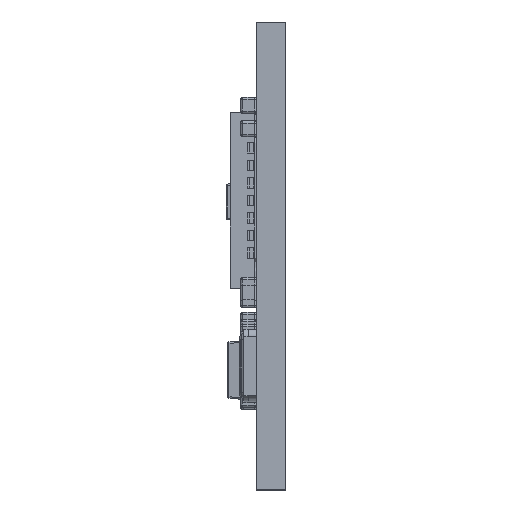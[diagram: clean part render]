
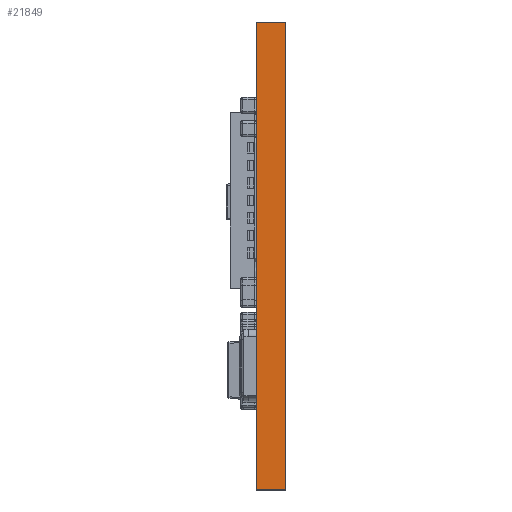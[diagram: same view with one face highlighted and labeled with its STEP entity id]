
A CAD part, left-side view. The second image highlights one B-rep face of the part: STEP entity #21849.
In plain terms, the highlighted face is planar.
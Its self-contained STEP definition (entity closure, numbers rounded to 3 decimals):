
#1084 = DIRECTION ( 'NONE',  ( 1., 0., 0. ) ) ;
#1097 = CARTESIAN_POINT ( 'NONE',  ( 0., 1., 16. ) ) ;
#1224 = VECTOR ( 'NONE', #26948, 1000. ) ;
#2233 = VERTEX_POINT ( 'NONE', #1097 ) ;
#4068 = CARTESIAN_POINT ( 'NONE',  ( 16., 1., 16. ) ) ;
#5459 = ORIENTED_EDGE ( 'NONE', *, *, #23238, .T. ) ;
#6365 = VECTOR ( 'NONE', #15269, 1000. ) ;
#6397 = CARTESIAN_POINT ( 'NONE',  ( 16., 0., 16. ) ) ;
#7653 = VECTOR ( 'NONE', #11459, 1000. ) ;
#9084 = ORIENTED_EDGE ( 'NONE', *, *, #26835, .F. ) ;
#11459 = DIRECTION ( 'NONE',  ( -1., 0., 0. ) ) ;
#11844 = CARTESIAN_POINT ( 'NONE',  ( 0., 0., 16. ) ) ;
#11938 = PLANE ( 'NONE',  #22489 ) ;
#12040 = VERTEX_POINT ( 'NONE', #6397 ) ;
#15269 = DIRECTION ( 'NONE',  ( 1., 0., 0. ) ) ;
#16494 = EDGE_LOOP ( 'NONE', ( #17325, #5459, #9084, #23117 ) ) ;
#16942 = LINE ( 'NONE', #21341, #1224 ) ;
#17325 = ORIENTED_EDGE ( 'NONE', *, *, #33541, .F. ) ;
#21098 = VERTEX_POINT ( 'NONE', #30747 ) ;
#21341 = CARTESIAN_POINT ( 'NONE',  ( 16., 0., 16. ) ) ;
#21849 = ADVANCED_FACE ( 'NONE', ( #23988 ), #11938, .T. ) ;
#22179 = CARTESIAN_POINT ( 'NONE',  ( 16., 1., 16. ) ) ;
#22489 = AXIS2_PLACEMENT_3D ( 'NONE', #28867, #28625, #1084 ) ;
#23117 = ORIENTED_EDGE ( 'NONE', *, *, #27964, .F. ) ;
#23238 = EDGE_CURVE ( 'NONE', #12040, #35294, #16942, .T. ) ;
#23682 = LINE ( 'NONE', #11844, #24559 ) ;
#23988 = FACE_OUTER_BOUND ( 'NONE', #16494, .T. ) ;
#24559 = VECTOR ( 'NONE', #31308, 1000. ) ;
#25967 = LINE ( 'NONE', #4068, #6365 ) ;
#26835 = EDGE_CURVE ( 'NONE', #2233, #35294, #25967, .T. ) ;
#26948 = DIRECTION ( 'NONE',  ( 0., 1., 0. ) ) ;
#27964 = EDGE_CURVE ( 'NONE', #21098, #2233, #23682, .T. ) ;
#28625 = DIRECTION ( 'NONE',  ( 0., 0., 1. ) ) ;
#28867 = CARTESIAN_POINT ( 'NONE',  ( 0., 0., 16. ) ) ;
#30747 = CARTESIAN_POINT ( 'NONE',  ( 0., 0., 16. ) ) ;
#31308 = DIRECTION ( 'NONE',  ( 0., 1., 0. ) ) ;
#33541 = EDGE_CURVE ( 'NONE', #12040, #21098, #35029, .T. ) ;
#33601 = CARTESIAN_POINT ( 'NONE',  ( 16., 0., 16. ) ) ;
#35029 = LINE ( 'NONE', #33601, #7653 ) ;
#35294 = VERTEX_POINT ( 'NONE', #22179 ) ;
